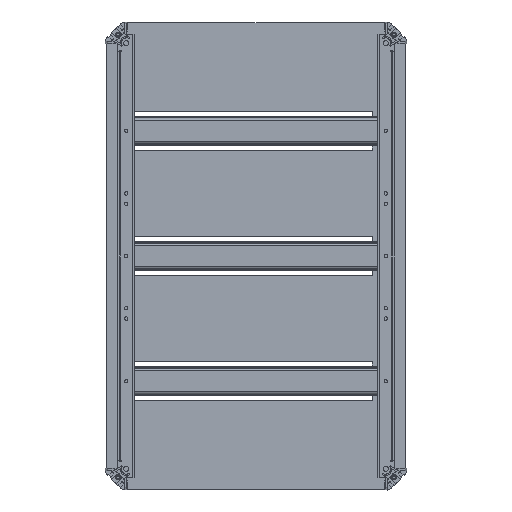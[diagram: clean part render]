
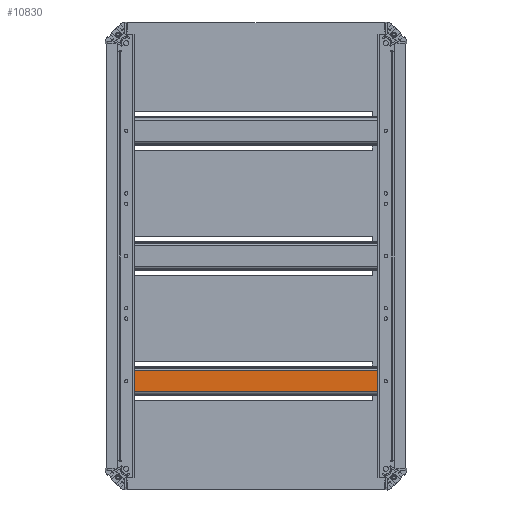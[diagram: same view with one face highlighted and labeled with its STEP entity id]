
A CAD part, front view. The second image highlights one B-rep face of the part: STEP entity #10830.
In plain terms, the highlighted planar face has unit normal (0, -1, 0).
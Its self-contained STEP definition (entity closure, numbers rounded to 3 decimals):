
#494 = DIRECTION ( 'NONE',  ( 0., 0., 1. ) ) ;
#570 = CARTESIAN_POINT ( 'NONE',  ( -12.7, -1.5, -160. ) ) ;
#758 = VERTEX_POINT ( 'NONE', #25239 ) ;
#772 = CARTESIAN_POINT ( 'NONE',  ( 12.7, -1.5, 160. ) ) ;
#1307 = CARTESIAN_POINT ( 'NONE',  ( -12.7, -1.5, 160. ) ) ;
#1528 = DIRECTION ( 'NONE',  ( 0., 0., 1. ) ) ;
#1564 = ORIENTED_EDGE ( 'NONE', *, *, #17560, .F. ) ;
#1566 = EDGE_CURVE ( 'NONE', #16585, #2878, #11764, .T. ) ;
#1790 = CARTESIAN_POINT ( 'NONE',  ( -2.25, -1.5, 160. ) ) ;
#1881 = DIRECTION ( 'NONE',  ( 0., 0., -1. ) ) ;
#2012 = EDGE_CURVE ( 'NONE', #24457, #3144, #7283, .T. ) ;
#2282 = VERTEX_POINT ( 'NONE', #10819 ) ;
#2396 = EDGE_CURVE ( 'NONE', #9059, #4100, #11805, .T. ) ;
#2637 = DIRECTION ( 'NONE',  ( 0., -1., 0. ) ) ;
#2878 = VERTEX_POINT ( 'NONE', #8520 ) ;
#3144 = VERTEX_POINT ( 'NONE', #24551 ) ;
#3504 = EDGE_CURVE ( 'NONE', #19665, #4100, #11441, .T. ) ;
#4036 = DIRECTION ( 'NONE',  ( 1., 0., 0. ) ) ;
#4079 = VERTEX_POINT ( 'NONE', #7095 ) ;
#4100 = VERTEX_POINT ( 'NONE', #17613 ) ;
#4338 = DIRECTION ( 'NONE',  ( 0., 0., -1. ) ) ;
#5956 = CIRCLE ( 'NONE', #7347, 2.25 ) ;
#6119 = VECTOR ( 'NONE', #16966, 1000. ) ;
#6304 = VECTOR ( 'NONE', #21426, 1000. ) ;
#6558 = DIRECTION ( 'NONE',  ( 0., -1., 0. ) ) ;
#6620 = EDGE_CURVE ( 'NONE', #4079, #8360, #11630, .T. ) ;
#6685 = ORIENTED_EDGE ( 'NONE', *, *, #20465, .F. ) ;
#7037 = CARTESIAN_POINT ( 'NONE',  ( -12.7, -1.5, -160. ) ) ;
#7095 = CARTESIAN_POINT ( 'NONE',  ( 2.25, -1.5, 155. ) ) ;
#7283 = LINE ( 'NONE', #19037, #12804 ) ;
#7347 = AXIS2_PLACEMENT_3D ( 'NONE', #26316, #13931, #1528 ) ;
#8187 = EDGE_LOOP ( 'NONE', ( #23069, #13825, #6685, #10537, #18757, #9727, #1564, #8509, #24005, #10270, #9248, #26047, #17555 ) ) ;
#8360 = VERTEX_POINT ( 'NONE', #12425 ) ;
#8371 = VECTOR ( 'NONE', #4338, 1000. ) ;
#8509 = ORIENTED_EDGE ( 'NONE', *, *, #6620, .F. ) ;
#8520 = CARTESIAN_POINT ( 'NONE',  ( 12.7, -1.5, -160. ) ) ;
#8631 = EDGE_CURVE ( 'NONE', #2282, #4079, #19994, .T. ) ;
#9059 = VERTEX_POINT ( 'NONE', #570 ) ;
#9248 = ORIENTED_EDGE ( 'NONE', *, *, #16406, .F. ) ;
#9727 = ORIENTED_EDGE ( 'NONE', *, *, #1566, .F. ) ;
#10270 = ORIENTED_EDGE ( 'NONE', *, *, #24611, .F. ) ;
#10457 = AXIS2_PLACEMENT_3D ( 'NONE', #18984, #6558, #21064 ) ;
#10537 = ORIENTED_EDGE ( 'NONE', *, *, #2012, .F. ) ;
#10819 = CARTESIAN_POINT ( 'NONE',  ( -2.25, -1.5, 155. ) ) ;
#10830 = ADVANCED_FACE ( 'NONE', ( #17057 ), #26307, .F. ) ;
#11441 = LINE ( 'NONE', #16379, #15682 ) ;
#11541 = EDGE_CURVE ( 'NONE', #758, #19665, #5956, .T. ) ;
#11630 = LINE ( 'NONE', #12772, #6119 ) ;
#11764 = LINE ( 'NONE', #15448, #18596 ) ;
#11805 = LINE ( 'NONE', #25410, #6304 ) ;
#11911 = DIRECTION ( 'NONE',  ( 0., 1., 0. ) ) ;
#12425 = CARTESIAN_POINT ( 'NONE',  ( 2.25, -1.5, 160. ) ) ;
#12772 = CARTESIAN_POINT ( 'NONE',  ( 2.25, -1.5, 160. ) ) ;
#12804 = VECTOR ( 'NONE', #494, 1000. ) ;
#12870 = AXIS2_PLACEMENT_3D ( 'NONE', #15064, #2637, #17169 ) ;
#13183 = DIRECTION ( 'NONE',  ( 1., 0., 0. ) ) ;
#13237 = CARTESIAN_POINT ( 'NONE',  ( -2.25, -1.5, -155. ) ) ;
#13825 = ORIENTED_EDGE ( 'NONE', *, *, #11541, .F. ) ;
#13831 = VECTOR ( 'NONE', #22688, 1000. ) ;
#13859 = EDGE_CURVE ( 'NONE', #24457, #2878, #23377, .T. ) ;
#13931 = DIRECTION ( 'NONE',  ( 0., -1., 0. ) ) ;
#14761 = LINE ( 'NONE', #18542, #20265 ) ;
#15064 = CARTESIAN_POINT ( 'NONE',  ( 0., -1.5, 155. ) ) ;
#15136 = LINE ( 'NONE', #16454, #13831 ) ;
#15448 = CARTESIAN_POINT ( 'NONE',  ( 12.7, -1.5, 160. ) ) ;
#15682 = VECTOR ( 'NONE', #1881, 1000. ) ;
#16267 = VERTEX_POINT ( 'NONE', #1307 ) ;
#16379 = CARTESIAN_POINT ( 'NONE',  ( -2.25, -1.5, -155. ) ) ;
#16406 = EDGE_CURVE ( 'NONE', #16267, #20258, #15136, .T. ) ;
#16454 = CARTESIAN_POINT ( 'NONE',  ( 13.5, -1.5, 160. ) ) ;
#16585 = VERTEX_POINT ( 'NONE', #772 ) ;
#16796 = CARTESIAN_POINT ( 'NONE',  ( -2.25, -1.5, 155. ) ) ;
#16966 = DIRECTION ( 'NONE',  ( 0., 0., 1. ) ) ;
#17057 = FACE_OUTER_BOUND ( 'NONE', #8187, .T. ) ;
#17169 = DIRECTION ( 'NONE',  ( 0., 0., 1. ) ) ;
#17378 = CARTESIAN_POINT ( 'NONE',  ( 13.5, -1.5, -160. ) ) ;
#17555 = ORIENTED_EDGE ( 'NONE', *, *, #2396, .T. ) ;
#17560 = EDGE_CURVE ( 'NONE', #8360, #16585, #14761, .T. ) ;
#17613 = CARTESIAN_POINT ( 'NONE',  ( -2.25, -1.5, -160. ) ) ;
#18121 = LINE ( 'NONE', #16796, #8371 ) ;
#18143 = VECTOR ( 'NONE', #21536, 1000. ) ;
#18542 = CARTESIAN_POINT ( 'NONE',  ( 13.5, -1.5, 160. ) ) ;
#18596 = VECTOR ( 'NONE', #23654, 1000. ) ;
#18757 = ORIENTED_EDGE ( 'NONE', *, *, #13859, .T. ) ;
#18984 = CARTESIAN_POINT ( 'NONE',  ( 0., -1.5, -155. ) ) ;
#19037 = CARTESIAN_POINT ( 'NONE',  ( 2.25, -1.5, -160. ) ) ;
#19229 = CIRCLE ( 'NONE', #10457, 2.25 ) ;
#19665 = VERTEX_POINT ( 'NONE', #13237 ) ;
#19994 = CIRCLE ( 'NONE', #12870, 2.25 ) ;
#20258 = VERTEX_POINT ( 'NONE', #1790 ) ;
#20265 = VECTOR ( 'NONE', #4036, 1000. ) ;
#20465 = EDGE_CURVE ( 'NONE', #3144, #758, #19229, .T. ) ;
#20886 = AXIS2_PLACEMENT_3D ( 'NONE', #22157, #11911, #26408 ) ;
#21064 = DIRECTION ( 'NONE',  ( 0., 0., 1. ) ) ;
#21426 = DIRECTION ( 'NONE',  ( 1., 0., 0. ) ) ;
#21536 = DIRECTION ( 'NONE',  ( 0., 0., 1. ) ) ;
#22157 = CARTESIAN_POINT ( 'NONE',  ( 13.5, -1.5, 160. ) ) ;
#22311 = CARTESIAN_POINT ( 'NONE',  ( 2.25, -1.5, -160. ) ) ;
#22344 = LINE ( 'NONE', #7037, #18143 ) ;
#22688 = DIRECTION ( 'NONE',  ( 1., 0., 0. ) ) ;
#22744 = VECTOR ( 'NONE', #13183, 1000. ) ;
#23069 = ORIENTED_EDGE ( 'NONE', *, *, #3504, .F. ) ;
#23377 = LINE ( 'NONE', #17378, #22744 ) ;
#23654 = DIRECTION ( 'NONE',  ( 0., 0., -1. ) ) ;
#24005 = ORIENTED_EDGE ( 'NONE', *, *, #8631, .F. ) ;
#24015 = EDGE_CURVE ( 'NONE', #9059, #16267, #22344, .T. ) ;
#24457 = VERTEX_POINT ( 'NONE', #22311 ) ;
#24551 = CARTESIAN_POINT ( 'NONE',  ( 2.25, -1.5, -155. ) ) ;
#24611 = EDGE_CURVE ( 'NONE', #20258, #2282, #18121, .T. ) ;
#25239 = CARTESIAN_POINT ( 'NONE',  ( 0., -1.5, -152.75 ) ) ;
#25410 = CARTESIAN_POINT ( 'NONE',  ( 13.5, -1.5, -160. ) ) ;
#26047 = ORIENTED_EDGE ( 'NONE', *, *, #24015, .F. ) ;
#26307 = PLANE ( 'NONE',  #20886 ) ;
#26316 = CARTESIAN_POINT ( 'NONE',  ( 0., -1.5, -155. ) ) ;
#26408 = DIRECTION ( 'NONE',  ( 0., 0., 1. ) ) ;
